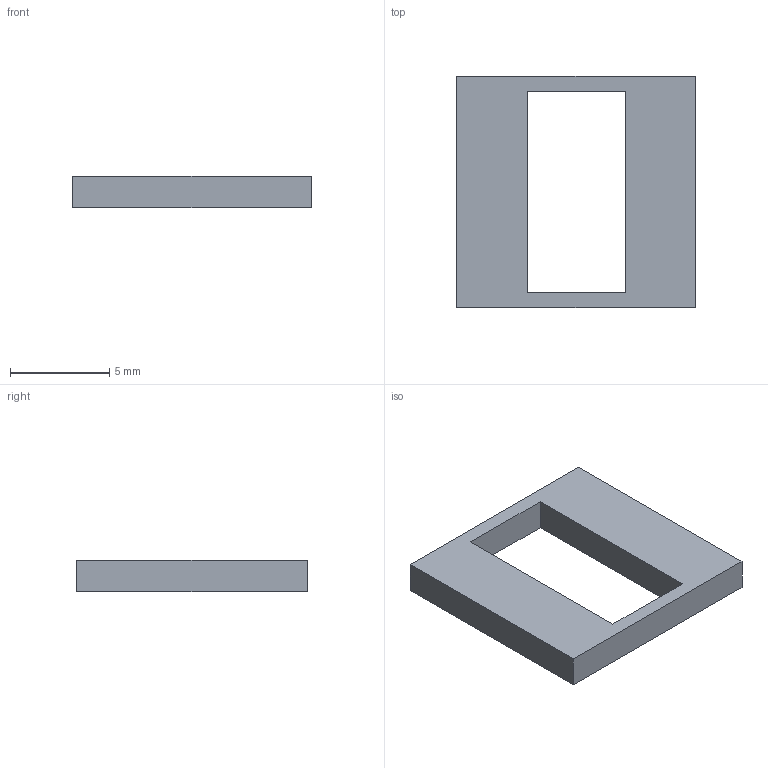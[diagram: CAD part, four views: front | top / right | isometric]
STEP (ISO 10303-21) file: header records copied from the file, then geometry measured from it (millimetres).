
FILE_DESCRIPTION(('KiCad electronic assembly'),'2;1');
FILE_NAME('SOIC16_2_SO16_panelized.step','2025-02-20T15:11:29',('Pcbnew' ),('Kicad'),'Open CASCADE STEP processor 7.7', 'KiCad to STEP converter','Unknown');
FILE_SCHEMA(('AUTOMOTIVE_DESIGN { 1 0 10303 214 1 1 1 1 }'));
Length unit declared in the file: millimetre
Products named in the file (2): SOIC16_2_SO16_panelized 1; _autosave-SOIC16_2_SO16_panelized PCB
Assembly tree (1 placements, depth 2):
  SOIC16_2_SO16_panelized 1
    _autosave-SOIC16_2_SO16_panelized PCB
Bounding box: 12.01 x 11.63 x 1.6 mm (x, y, z)
Volume: 143.3 mm3; surface area: 303.1 mm2
Topology: 1 solids, 1 shells, 10 faces, 24 edges, 16 vertices
Faces by surface type: plane 10
Entity records: 653 total; most frequent: CARTESIAN_POINT 100, DIRECTION 96, LINE 72, VECTOR 72, ORIENTED_EDGE 48, PCURVE 48, DEFINITIONAL_REPRESENTATION 48, EDGE_CURVE 24
